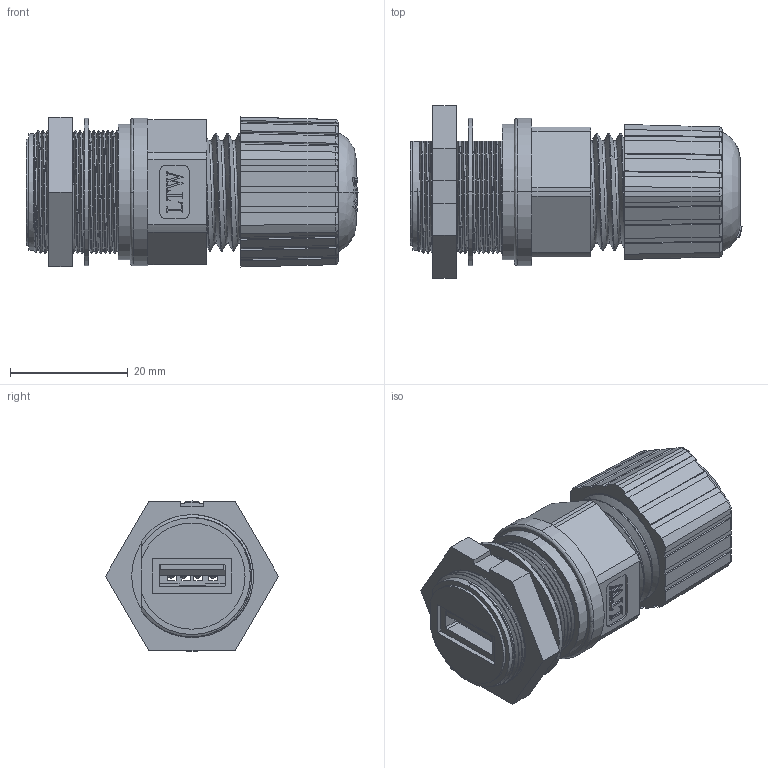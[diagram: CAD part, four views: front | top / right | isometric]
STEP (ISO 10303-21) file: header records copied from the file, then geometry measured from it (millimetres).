
FILE_DESCRIPTION (( 'STEP AP203' ), '1' );
FILE_NAME ('WPUSBCN-A-20.STEP', '2011-09-09T14:58:34', ( 'x' ), ( 'Microsoft' ), 'SwSTEP 2.0', 'SolidWorks 2010', '' );
FILE_SCHEMA (( 'CONFIG_CONTROL_DESIGN' ));
Products named in the file (5): WPUSBCN-A-20; MSBR; WPUSBCN-A-2.0-MA2; WPUSBCN-MA4; WPUSBCN-MA3
Assembly tree (4 placements, depth 2):
  WPUSBCN-A-20
    WPUSBCN-MA3
    MSBR
    WPUSBCN-A-2.0-MA2
    WPUSBCN-MA4
Bounding box: 56.29 x 29.33 x 25.43 mm (x, y, z)
Volume: 4078.3 mm3; surface area: 14129.8 mm2
Topology: 3 solids, 5 shells, 922 faces, 2692 edges, 1794 vertices
Faces by surface type: plane 370, bspline 323, cylinder 215, cone 14
Entity records: 58368 total; most frequent: CARTESIAN_POINT 36510, ORIENTED_EDGE 5367, DIRECTION 2905, EDGE_CURVE 2692, VERTEX_POINT 1794, VECTOR 1399, LINE 1399, B_SPLINE_CURVE_WITH_KNOTS 1135
